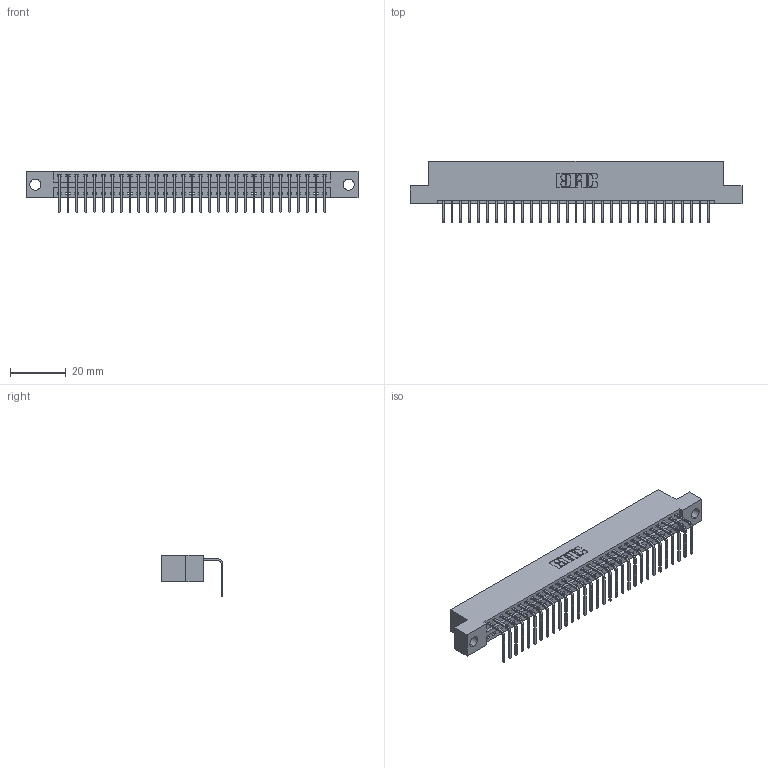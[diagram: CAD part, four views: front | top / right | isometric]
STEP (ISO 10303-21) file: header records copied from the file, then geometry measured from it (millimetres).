
FILE_DESCRIPTION (( 'STEP AP203' ), '1' );
FILE_NAME ('346-031-558-104.STEP', '2022-05-06T17:22:40', ( '' ), ( '' ), 'SwSTEP 2.0', 'SolidWorks 2020', '' );
FILE_SCHEMA (( 'CONFIG_CONTROL_DESIGN' ));
Length unit declared in the file: inch
Products named in the file (3): 346 Part_Flush Mounting Lugs - 0.156 Dia-TH; 345-292-001_558 Tail - 2; 346-031-558-104
Assembly tree (32 placements, depth 2):
  346-031-558-104
    346 Part_Flush Mounting Lugs - 0.156 Dia-TH
    345-292-001_558 Tail - 2  x31
Bounding box: 119 x 22.16 x 14.73 mm (x, y, z)
Volume: 11312.4 mm3; surface area: 14473.8 mm2
Topology: 32 solids, 32 shells, 1996 faces, 6007 edges, 3962 vertices
Faces by surface type: plane 1392, cylinder 604
Entity records: 21223 total; most frequent: CARTESIAN_POINT 3651, ORIENTED_EDGE 3614, DIRECTION 3233, EDGE_CURVE 1807, LINE 1551, VECTOR 1551, VERTEX_POINT 1202, AXIS2_PLACEMENT_3D 841
